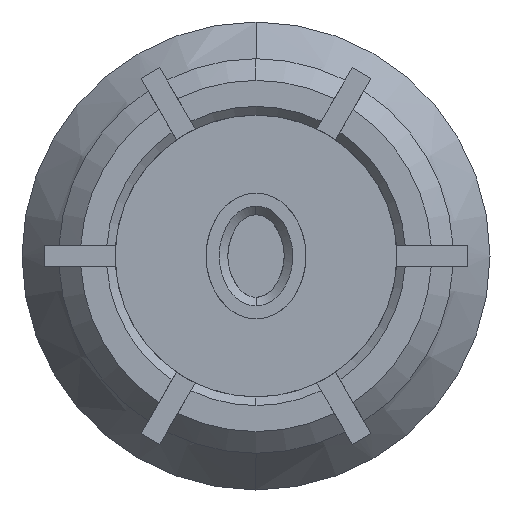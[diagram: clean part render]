
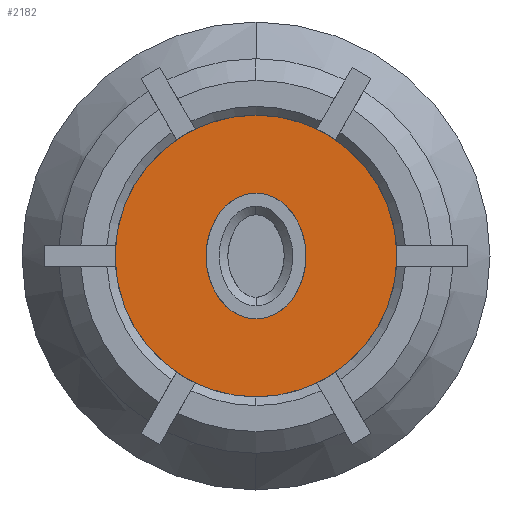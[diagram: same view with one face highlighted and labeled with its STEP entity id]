
A CAD part, left-side view. The second image highlights one B-rep face of the part: STEP entity #2182.
In plain terms, the highlighted planar face has unit normal (-1, 0, 0).
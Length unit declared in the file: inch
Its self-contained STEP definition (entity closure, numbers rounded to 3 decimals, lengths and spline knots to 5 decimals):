
#32 = AXIS2_PLACEMENT_3D ( 'NONE', #1201, #4274, #1255 ) ;
#168 = DIRECTION ( 'NONE',  ( 0., 0., -1. ) ) ;
#412 = CARTESIAN_POINT ( 'NONE',  ( 0.71, 0.023, -0.0145 ) ) ;
#496 = ORIENTED_EDGE ( 'NONE', *, *, #4544, .F. ) ;
#513 = VERTEX_POINT ( 'NONE', #1799 ) ;
#530 = FACE_OUTER_BOUND ( 'NONE', #5031, .T. ) ;
#579 = CARTESIAN_POINT ( 'NONE',  ( 0.71, -0.023, -0.0145 ) ) ;
#648 = DIRECTION ( 'NONE',  ( -1., 0., 0. ) ) ;
#734 = DIRECTION ( 'NONE',  ( 0., 0., -1. ) ) ;
#1201 = CARTESIAN_POINT ( 'NONE',  ( 0.71, 0., 0. ) ) ;
#1255 = DIRECTION ( 'NONE',  ( 0., 0., -1. ) ) ;
#1799 = CARTESIAN_POINT ( 'NONE',  ( 0.71, 0., -0.0145 ) ) ;
#1880 = EDGE_CURVE ( 'NONE', #2369, #513, #6878, .T. ) ;
#2182 = ADVANCED_FACE ( 'NONE', ( #5567, #530 ), #6014, .T. ) ;
#2317 = ORIENTED_EDGE ( 'NONE', *, *, #5468, .F. ) ;
#2369 = VERTEX_POINT ( 'NONE', #4993 ) ;
#2380 = CARTESIAN_POINT ( 'NONE',  ( 0.71, 0., 0.0145 ) ) ;
#2813 = CIRCLE ( 'NONE', #32, 0.0325 ) ;
#3603 = CARTESIAN_POINT ( 'NONE',  ( 0.71, 0., 0.0145 ) ) ;
#3619 = CARTESIAN_POINT ( 'NONE',  ( 0.71, 0., -0.0145 ) ) ;
#4274 = DIRECTION ( 'NONE',  ( 1., 0., 0. ) ) ;
#4388 = DIRECTION ( 'NONE',  ( 1., 0., 0. ) ) ;
#4544 = EDGE_CURVE ( 'NONE', #6772, #6445, #2813, .T. ) ;
#4635 =( BOUNDED_CURVE ( )  B_SPLINE_CURVE ( 3, ( #3619, #579, #4827, #2380 ),
 .UNSPECIFIED., .F., .T. ) 
 B_SPLINE_CURVE_WITH_KNOTS ( ( 4, 4 ),
 ( 0., 0.00104 ),
 .UNSPECIFIED. ) 
 CURVE ( )  GEOMETRIC_REPRESENTATION_ITEM ( )  RATIONAL_B_SPLINE_CURVE ( ( 1., 0.333, 0.333, 1. ) ) 
 REPRESENTATION_ITEM ( '' )  );
#4827 = CARTESIAN_POINT ( 'NONE',  ( 0.71, -0.023, 0.0145 ) ) ;
#4993 = CARTESIAN_POINT ( 'NONE',  ( 0.71, 0., 0.0145 ) ) ;
#5031 = EDGE_LOOP ( 'NONE', ( #496, #5358 ) ) ;
#5192 = CARTESIAN_POINT ( 'NONE',  ( 0.71, 0., 0.0325 ) ) ;
#5203 = CARTESIAN_POINT ( 'NONE',  ( 0.71, 0.023, 0.0145 ) ) ;
#5358 = ORIENTED_EDGE ( 'NONE', *, *, #7373, .F. ) ;
#5468 = EDGE_CURVE ( 'NONE', #513, #2369, #4635, .T. ) ;
#5567 = FACE_BOUND ( 'NONE', #6002, .T. ) ;
#6002 = EDGE_LOOP ( 'NONE', ( #7164, #2317 ) ) ;
#6014 = PLANE ( 'NONE',  #6629 ) ;
#6378 = CARTESIAN_POINT ( 'NONE',  ( 0.71, 0., -0.0145 ) ) ;
#6403 = AXIS2_PLACEMENT_3D ( 'NONE', #6598, #4388, #168 ) ;
#6445 = VERTEX_POINT ( 'NONE', #5192 ) ;
#6598 = CARTESIAN_POINT ( 'NONE',  ( 0.71, 0., 0. ) ) ;
#6629 = AXIS2_PLACEMENT_3D ( 'NONE', #7288, #648, #734 ) ;
#6772 = VERTEX_POINT ( 'NONE', #6853 ) ;
#6853 = CARTESIAN_POINT ( 'NONE',  ( 0.71, 0., -0.0325 ) ) ;
#6878 =( BOUNDED_CURVE ( )  B_SPLINE_CURVE ( 3, ( #3603, #5203, #412, #6378 ),
 .UNSPECIFIED., .F., .T. ) 
 B_SPLINE_CURVE_WITH_KNOTS ( ( 4, 4 ),
 ( 0., 0.00104 ),
 .UNSPECIFIED. ) 
 CURVE ( )  GEOMETRIC_REPRESENTATION_ITEM ( )  RATIONAL_B_SPLINE_CURVE ( ( 1., 0.333, 0.333, 1. ) ) 
 REPRESENTATION_ITEM ( '' )  );
#7164 = ORIENTED_EDGE ( 'NONE', *, *, #1880, .F. ) ;
#7249 = CIRCLE ( 'NONE', #6403, 0.0325 ) ;
#7288 = CARTESIAN_POINT ( 'NONE',  ( 0.71, 0., 0. ) ) ;
#7373 = EDGE_CURVE ( 'NONE', #6445, #6772, #7249, .T. ) ;
